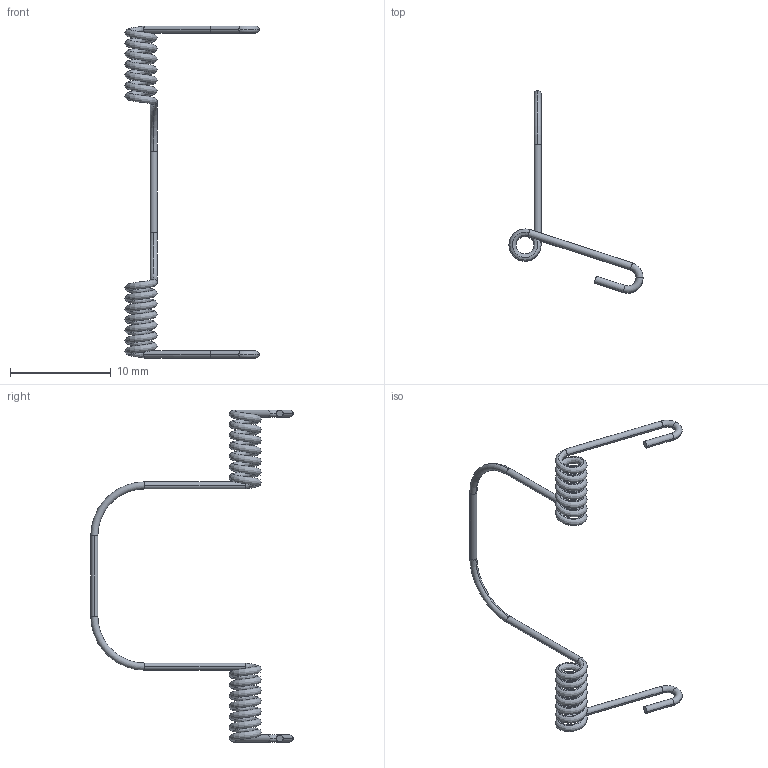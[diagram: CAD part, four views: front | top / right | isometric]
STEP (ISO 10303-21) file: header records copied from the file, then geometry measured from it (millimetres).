
FILE_DESCRIPTION (( 'STEP AP203' ), '1' );
FILE_NAME ('Mirrorspring_Default_sldprt.STEP', '2025-04-24T01:36:52', ( '' ), ( '' ), 'SwSTEP 2.0', 'SolidWorks 2024', '' );
FILE_SCHEMA (( 'CONFIG_CONTROL_DESIGN' ));
Length unit declared in the file: millimetre
Products named in the file (1): Mirrorspring_Default_sldprt
Bounding box: 13.32 x 20.11 x 32.98 mm (x, y, z)
Volume: 71.3 mm3; surface area: 409.2 mm2
Topology: 1 solids, 1 shells, 32 faces, 78 edges, 48 vertices
Faces by surface type: cylinder 14, torus 12, bspline 4, plane 2
Entity records: 4563 total; most frequent: CARTESIAN_POINT 3735, DIRECTION 176, ORIENTED_EDGE 156, AXIS2_PLACEMENT_3D 81, EDGE_CURVE 78, CIRCLE 52, VERTEX_POINT 48, FACE_OUTER_BOUND 32
